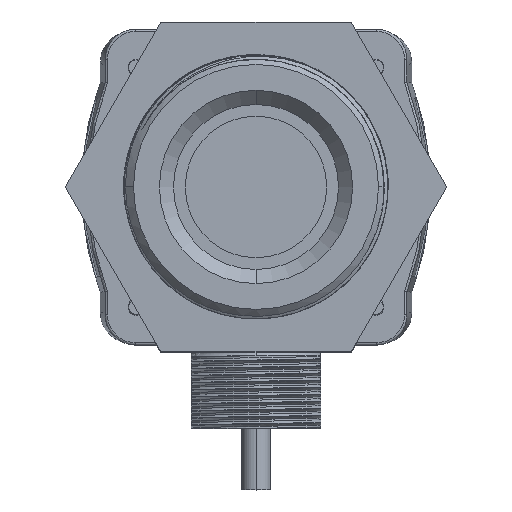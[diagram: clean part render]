
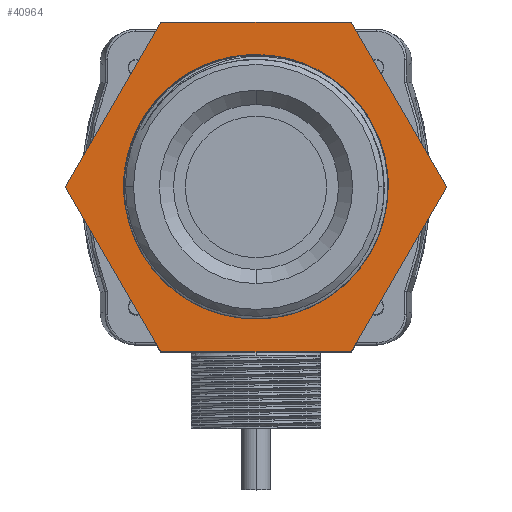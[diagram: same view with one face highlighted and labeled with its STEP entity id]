
A CAD part, top view. The second image highlights one B-rep face of the part: STEP entity #40964.
In plain terms, the highlighted planar face has unit normal (0, 0, 1).
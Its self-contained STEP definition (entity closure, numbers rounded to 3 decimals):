
#39377=DIRECTION('',(-0.5,-0.866,0.));
#39378=VECTOR('',#39377,40.415);
#39379=CARTESIAN_POINT('',(-20.207,35.,9.));
#39380=LINE('',#39379,#39378);
#39381=DIRECTION('',(-1.,0.,0.));
#39382=VECTOR('',#39381,40.415);
#39383=CARTESIAN_POINT('',(20.207,35.,9.));
#39384=LINE('',#39383,#39382);
#39385=DIRECTION('',(-0.5,0.866,0.));
#39386=VECTOR('',#39385,40.415);
#39387=CARTESIAN_POINT('',(40.415,0.,9.));
#39388=LINE('',#39387,#39386);
#39389=DIRECTION('',(0.5,0.866,0.));
#39390=VECTOR('',#39389,40.415);
#39391=CARTESIAN_POINT('',(20.207,-35.,9.));
#39392=LINE('',#39391,#39390);
#39393=DIRECTION('',(1.,0.,0.));
#39394=VECTOR('',#39393,40.415);
#39395=CARTESIAN_POINT('',(-20.207,-35.,9.));
#39396=LINE('',#39395,#39394);
#39397=DIRECTION('',(0.5,-0.866,0.));
#39398=VECTOR('',#39397,40.415);
#39399=CARTESIAN_POINT('',(-40.415,0.,9.));
#39400=LINE('',#39399,#39398);
#39401=CARTESIAN_POINT('',(10.065,26.244,9.));
#39402=CARTESIAN_POINT('',(11.098,25.83,9.));
#39403=CARTESIAN_POINT('',(13.104,24.886,9.));
#39404=CARTESIAN_POINT('',(15.957,23.101,9.));
#39405=CARTESIAN_POINT('',(18.563,20.997,9.));
#39406=CARTESIAN_POINT('',(20.896,18.602,9.));
#39407=CARTESIAN_POINT('',(22.934,15.939,9.));
#39408=CARTESIAN_POINT('',(24.649,13.025,9.));
#39409=CARTESIAN_POINT('',(25.997,9.925,9.));
#39410=CARTESIAN_POINT('',(26.949,6.733,9.));
#39411=CARTESIAN_POINT('',(27.513,3.45,9.));
#39412=CARTESIAN_POINT('',(27.678,0.104,9.));
#39413=CARTESIAN_POINT('',(27.438,-3.233,9.));
#39414=CARTESIAN_POINT('',(26.804,-6.484,9.));
#39415=CARTESIAN_POINT('',(25.793,-9.617,9.));
#39416=CARTESIAN_POINT('',(24.411,-12.616,9.));
#39417=CARTESIAN_POINT('',(22.684,-15.42,9.));
#39418=CARTESIAN_POINT('',(20.626,-18.005,9.));
#39419=CARTESIAN_POINT('',(19.07,-19.538,9.));
#39420=CARTESIAN_POINT('',(18.243,-20.26,9.));
#39422=CARTESIAN_POINT('',(-28.069,-1.463,9.));
#39423=CARTESIAN_POINT('',(-28.133,-0.243,9.));
#39424=CARTESIAN_POINT('',(-28.106,2.24,9.));
#39425=CARTESIAN_POINT('',(-27.524,6.159,9.));
#39426=CARTESIAN_POINT('',(-26.34,10.094,9.));
#39427=CARTESIAN_POINT('',(-24.596,13.803,9.));
#39428=CARTESIAN_POINT('',(-22.38,17.163,9.));
#39429=CARTESIAN_POINT('',(-19.7,20.182,9.));
#39430=CARTESIAN_POINT('',(-16.643,22.766,9.));
#39431=CARTESIAN_POINT('',(-13.287,24.876,9.));
#39432=CARTESIAN_POINT('',(-9.6,26.521,9.));
#39433=CARTESIAN_POINT('',(-5.705,27.62,9.));
#39434=CARTESIAN_POINT('',(-1.749,28.147,9.));
#39435=CARTESIAN_POINT('',(2.268,28.113,9.));
#39436=CARTESIAN_POINT('',(6.273,27.496,9.));
#39437=CARTESIAN_POINT('',(8.815,26.723,9.));
#39438=CARTESIAN_POINT('',(10.065,26.244,9.));
#39440=CARTESIAN_POINT('',(13.631,-23.61,9.));
#39441=CARTESIAN_POINT('',(12.497,-24.289,9.));
#39442=CARTESIAN_POINT('',(10.159,-25.464,9.));
#39443=CARTESIAN_POINT('',(6.438,-26.711,9.));
#39444=CARTESIAN_POINT('',(2.553,-27.418,9.));
#39445=CARTESIAN_POINT('',(-1.435,-27.56,9.));
#39446=CARTESIAN_POINT('',(-5.415,-27.123,9.));
#39447=CARTESIAN_POINT('',(-9.345,-26.1,9.));
#39448=CARTESIAN_POINT('',(-13.093,-24.5,9.));
#39449=CARTESIAN_POINT('',(-16.426,-22.461,9.));
#39450=CARTESIAN_POINT('',(-19.279,-20.13,9.));
#39451=CARTESIAN_POINT('',(-21.723,-17.543,9.));
#39452=CARTESIAN_POINT('',(-23.78,-14.728,9.));
#39453=CARTESIAN_POINT('',(-25.466,-11.696,9.));
#39454=CARTESIAN_POINT('',(-26.785,-8.425,9.));
#39455=CARTESIAN_POINT('',(-27.687,-4.971,9.));
#39456=CARTESIAN_POINT('',(-27.991,-2.642,9.));
#39457=CARTESIAN_POINT('',(-28.069,-1.463,9.));
#39459=CARTESIAN_POINT('',(0.,0.,9.));
#39460=DIRECTION('',(0.,0.,1.));
#39461=DIRECTION('',(0.5,-0.866,0.));
#39462=AXIS2_PLACEMENT_3D('',#39459,#39460,#39461);
#40739=CARTESIAN_POINT('',(-20.207,35.,9.));
#40740=CARTESIAN_POINT('',(-40.415,0.,9.));
#40741=VERTEX_POINT('',#40739);
#40742=VERTEX_POINT('',#40740);
#40743=CARTESIAN_POINT('',(-20.207,-35.,9.));
#40744=VERTEX_POINT('',#40743);
#40745=CARTESIAN_POINT('',(20.207,-35.,9.));
#40746=VERTEX_POINT('',#40745);
#40747=CARTESIAN_POINT('',(40.415,0.,9.));
#40748=VERTEX_POINT('',#40747);
#40749=CARTESIAN_POINT('',(20.207,35.,9.));
#40750=VERTEX_POINT('',#40749);
#40779=VERTEX_POINT('',#39401);
#40780=VERTEX_POINT('',#39420);
#40781=VERTEX_POINT('',#39422);
#40782=VERTEX_POINT('',#39440);
#40941=CARTESIAN_POINT('',(0.,0.,9.));
#40942=DIRECTION('',(0.,0.,1.));
#40943=DIRECTION('',(1.,0.,0.));
#40944=AXIS2_PLACEMENT_3D('',#40941,#40942,#40943);
#40945=PLANE('',#40944);
#40946=ORIENTED_EDGE('',*,*,#40865,.F.);
#40947=ORIENTED_EDGE('',*,*,#40880,.F.);
#40948=ORIENTED_EDGE('',*,*,#40894,.F.);
#40949=ORIENTED_EDGE('',*,*,#40908,.F.);
#40950=ORIENTED_EDGE('',*,*,#40922,.F.);
#40951=ORIENTED_EDGE('',*,*,#40935,.F.);
#40952=EDGE_LOOP('',(#40946,#40947,#40948,#40949,#40950,#40951));
#40953=FACE_OUTER_BOUND('',#40952,.F.);
#40955=ORIENTED_EDGE('',*,*,#40954,.F.);
#40957=ORIENTED_EDGE('',*,*,#40956,.F.);
#40959=ORIENTED_EDGE('',*,*,#40958,.F.);
#40961=ORIENTED_EDGE('',*,*,#40960,.T.);
#40962=EDGE_LOOP('',(#40955,#40957,#40959,#40961));
#40963=FACE_BOUND('',#40962,.F.);
#40964=ADVANCED_FACE('',(#40953,#40963),#40945,.T.);
#39421=B_SPLINE_CURVE_WITH_KNOTS('',3,(#39401,#39402,#39403,#39404,#39405,
#39406,#39407,#39408,#39409,#39410,#39411,#39412,#39413,#39414,#39415,#39416,
#39417,#39418,#39419,#39420),.UNSPECIFIED.,.F.,.F.,(4,1,1,1,1,1,1,1,1,1,1,1,1,1,
1,1,1,4),(0.,0.059,0.118,0.176,
0.235,0.294,0.353,0.412,
0.471,0.529,0.588,0.647,
0.706,0.765,0.824,0.882,
0.941,1.),.UNSPECIFIED.);
#39439=B_SPLINE_CURVE_WITH_KNOTS('',3,(#39422,#39423,#39424,#39425,#39426,
#39427,#39428,#39429,#39430,#39431,#39432,#39433,#39434,#39435,#39436,#39437,
#39438),.UNSPECIFIED.,.F.,.F.,(4,1,1,1,1,1,1,1,1,1,1,1,1,1,4),(0.,
0.071,0.143,0.214,0.286,
0.357,0.429,0.5,0.571,0.643,
0.714,0.786,0.857,0.929,1.),
.UNSPECIFIED.);
#39458=B_SPLINE_CURVE_WITH_KNOTS('',3,(#39440,#39441,#39442,#39443,#39444,
#39445,#39446,#39447,#39448,#39449,#39450,#39451,#39452,#39453,#39454,#39455,
#39456,#39457),.UNSPECIFIED.,.F.,.F.,(4,1,1,1,1,1,1,1,1,1,1,1,1,1,1,4),(0.,
0.067,0.133,0.2,0.267,0.333,
0.4,0.467,0.533,0.6,0.667,
0.733,0.8,0.867,0.933,1.),
.UNSPECIFIED.);
#39463=CIRCLE('',#39462,27.263);
#40865=EDGE_CURVE('',#40741,#40742,#39380,.T.);
#40880=EDGE_CURVE('',#40750,#40741,#39384,.T.);
#40894=EDGE_CURVE('',#40748,#40750,#39388,.T.);
#40908=EDGE_CURVE('',#40746,#40748,#39392,.T.);
#40922=EDGE_CURVE('',#40744,#40746,#39396,.T.);
#40935=EDGE_CURVE('',#40742,#40744,#39400,.T.);
#40954=EDGE_CURVE('',#40779,#40780,#39421,.T.);
#40956=EDGE_CURVE('',#40781,#40779,#39439,.T.);
#40958=EDGE_CURVE('',#40782,#40781,#39458,.T.);
#40960=EDGE_CURVE('',#40782,#40780,#39463,.T.);
